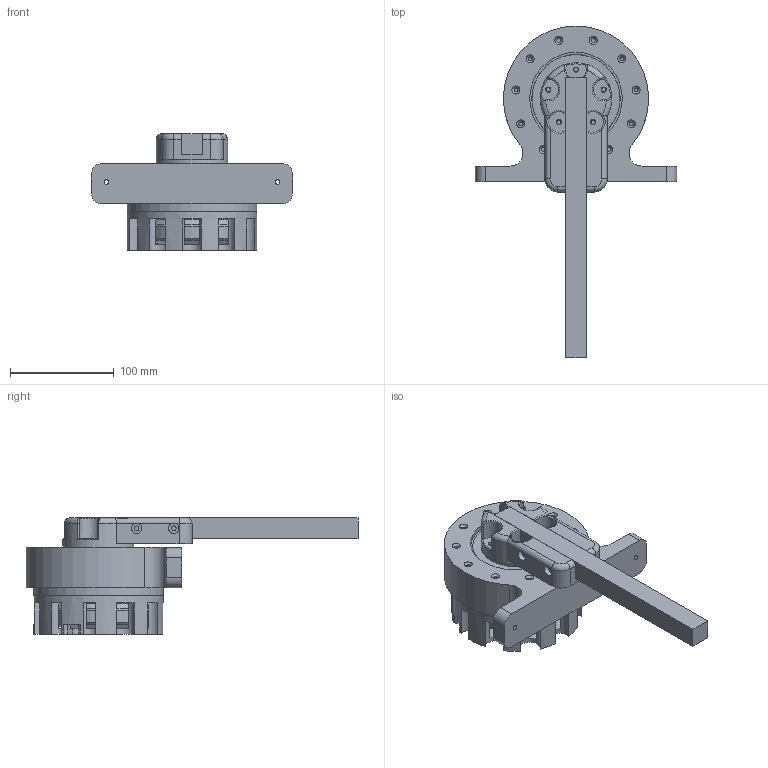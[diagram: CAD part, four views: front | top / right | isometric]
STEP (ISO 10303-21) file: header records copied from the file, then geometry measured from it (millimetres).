
FILE_DESCRIPTION(/* description */ (''),/* implementation_level */ '2;1');
FILE_NAME(/* name */ '6bc2be1e-2339-469e-82f2-df4085a56dc2.stp',/* time_stamp */ '2021-03-25T09:13:30+00:00',/* author */ (''),/* organization */ (''),/* preprocessor_version */ 'ST-DEVELOPER v18.1',/* originating_system */ 'Autodesk Translation Framework v9.10.0.1330',/* authorisation */ '');
FILE_SCHEMA (('AUTOMOTIVE_DESIGN { 1 0 10303 214 3 1 1 }'));
Length unit declared in the file: millimetre
Products named in the file (2): V2; bearingsOuter
Assembly tree (1 placements, depth 2):
  V2
    bearingsOuter
Bounding box: 193.85 x 320 x 112 mm (x, y, z)
Volume: 1149079.4 mm3; surface area: 347149.1 mm2
Topology: 41 solids, 41 shells, 645 faces, 1570 edges, 1022 vertices
Faces by surface type: cylinder 349, plane 209, cone 58, torus 21, bspline 8
Full cylindrical faces by diameter (mm): 2.8 x13, 3 x9, 3.3 x2, 3.8 x33, 4 x45, 4.5 x26, 4.9 x5, 8 x21, 8.165 x5, 10 x15, 12 x22, 19 x10, 20 x5, 22 x1, 24 x1, 26 x1, 30 x1, 32 x4, 32.5 x2, 42 x1, 46 x1, 65 x4, 69 x3, 79 x1, 81 x1, 85 x2, 85.25 x2, 89.25 x1, 92 x1, 106.274 x1
Entity records: 21027 total; most frequent: CARTESIAN_POINT 4412, DIRECTION 3722, ORIENTED_EDGE 3140, AXIS2_PLACEMENT_3D 1584, EDGE_CURVE 1570, VERTEX_POINT 1022, EDGE_LOOP 974, CIRCLE 944
